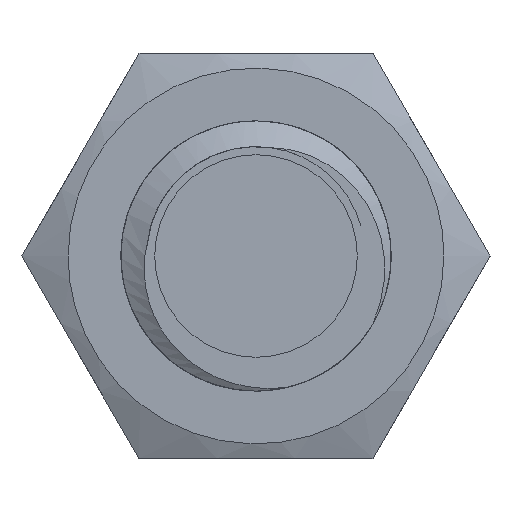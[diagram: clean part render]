
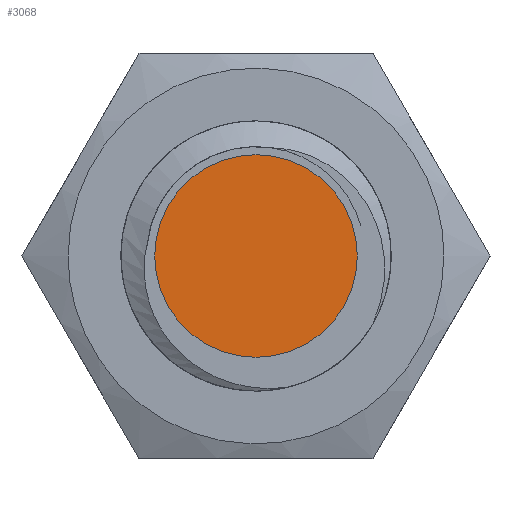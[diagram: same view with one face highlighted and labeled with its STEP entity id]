
A CAD part, left-side view. The second image highlights one B-rep face of the part: STEP entity #3068.
In plain terms, the highlighted planar face has unit normal (-1, 0, 0).
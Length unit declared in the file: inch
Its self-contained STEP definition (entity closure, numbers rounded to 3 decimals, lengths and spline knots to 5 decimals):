
#354 = AXIS2_PLACEMENT_3D ( 'NONE', #15957, #2352, #3334 ) ;
#2352 = DIRECTION ( 'NONE',  ( 1., 0., 0. ) ) ;
#2803 = CIRCLE ( 'NONE', #7000, 0.11811 ) ;
#2921 = DIRECTION ( 'NONE',  ( 1., 0., 0. ) ) ;
#3068 = ADVANCED_FACE ( 'NONE', ( #16207 ), #7524, .F. ) ;
#3334 = DIRECTION ( 'NONE',  ( 0., 0., -1. ) ) ;
#3939 = ORIENTED_EDGE ( 'NONE', *, *, #11480, .F. ) ;
#5129 = VERTEX_POINT ( 'NONE', #5135 ) ;
#5135 = CARTESIAN_POINT ( 'NONE',  ( -33.38183, 0., -7.77943 ) ) ;
#5604 = DIRECTION ( 'NONE',  ( 0., 0., -1. ) ) ;
#6933 = CARTESIAN_POINT ( 'NONE',  ( -33.38183, 0., -7.66132 ) ) ;
#6956 = AXIS2_PLACEMENT_3D ( 'NONE', #6933, #2921, #5604 ) ;
#7000 = AXIS2_PLACEMENT_3D ( 'NONE', #10324, #14332, #9331 ) ;
#7524 = PLANE ( 'NONE',  #6956 ) ;
#9312 = EDGE_CURVE ( 'NONE', #15176, #5129, #2803, .T. ) ;
#9331 = DIRECTION ( 'NONE',  ( 0., 0., -1. ) ) ;
#10324 = CARTESIAN_POINT ( 'NONE',  ( -33.38183, 0., -7.66132 ) ) ;
#10589 = CIRCLE ( 'NONE', #354, 0.11811 ) ;
#11480 = EDGE_CURVE ( 'NONE', #5129, #15176, #10589, .T. ) ;
#11701 = ORIENTED_EDGE ( 'NONE', *, *, #9312, .F. ) ;
#12223 = EDGE_LOOP ( 'NONE', ( #3939, #11701 ) ) ;
#14332 = DIRECTION ( 'NONE',  ( 1., 0., 0. ) ) ;
#14905 = CARTESIAN_POINT ( 'NONE',  ( -33.38183, 0., -7.54321 ) ) ;
#15176 = VERTEX_POINT ( 'NONE', #14905 ) ;
#15957 = CARTESIAN_POINT ( 'NONE',  ( -33.38183, 0., -7.66132 ) ) ;
#16207 = FACE_OUTER_BOUND ( 'NONE', #12223, .T. ) ;
